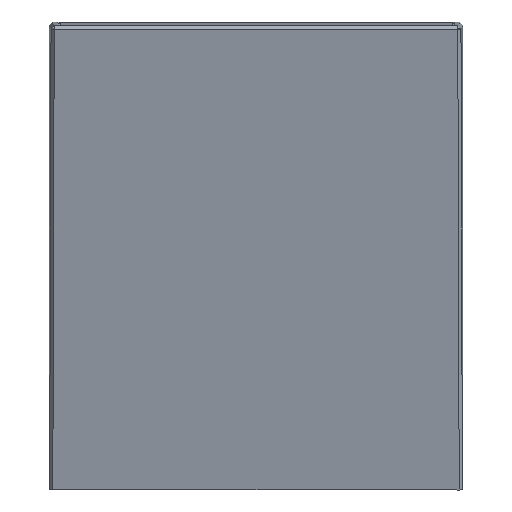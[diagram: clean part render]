
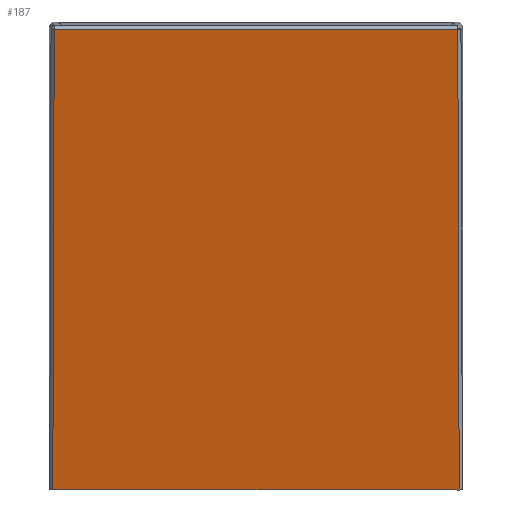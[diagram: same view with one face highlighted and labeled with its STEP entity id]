
A CAD part, top view. The second image highlights one B-rep face of the part: STEP entity #187.
In plain terms, the highlighted planar face has unit normal (0, 0.225, -0.974).
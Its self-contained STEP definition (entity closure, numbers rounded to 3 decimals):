
#55=PLANE($,#5512);
#187=ADVANCED_FACE($,(#473),#55,.T.);
#473=FACE_OUTER_BOUND($,#767,.T.);
#767=EDGE_LOOP($,(#1190,#1191,#1192,#1193));
#1190=ORIENTED_EDGE($,*,*,#2854,.F.);
#1191=ORIENTED_EDGE($,*,*,#2855,.F.);
#1192=ORIENTED_EDGE($,*,*,#2856,.F.);
#1193=ORIENTED_EDGE($,*,*,#2857,.F.);
#2854=EDGE_CURVE($,#3775,#3774,#4554,.T.);
#2855=EDGE_CURVE($,#3777,#3775,#4555,.T.);
#2856=EDGE_CURVE($,#3776,#3777,#4556,.T.);
#2857=EDGE_CURVE($,#3774,#3776,#4557,.T.);
#3774=VERTEX_POINT($,#6908);
#3775=VERTEX_POINT($,#6909);
#3776=VERTEX_POINT($,#6910);
#3777=VERTEX_POINT($,#6911);
#4554=B_SPLINE_CURVE_WITH_KNOTS($,1,(#6273,#6274),.UNSPECIFIED.,.F.,.F.,
(2,2),(0.,194.063),.UNSPECIFIED.);
#4555=B_SPLINE_CURVE_WITH_KNOTS($,1,(#6275,#6276),.UNSPECIFIED.,.F.,.F.,
(2,2),(0.,165.777),.UNSPECIFIED.);
#4556=B_SPLINE_CURVE_WITH_KNOTS($,1,(#6277,#6278),.UNSPECIFIED.,.F.,.F.,
(2,2),(0.,194.063),.UNSPECIFIED.);
#4557=B_SPLINE_CURVE_WITH_KNOTS($,1,(#6279,#6280),.UNSPECIFIED.,.F.,.F.,
(2,2),(-166.92,0.),.UNSPECIFIED.);
#5512=AXIS2_PLACEMENT_3D($,#6585,#5619,$);
#5619=DIRECTION($,(0.,0.225,-0.974));
#6273=CARTESIAN_POINT($,(-82.888,97.039,74.757));
#6274=CARTESIAN_POINT($,(-83.46,-92.05,31.103));
#6275=CARTESIAN_POINT($,(82.888,97.039,74.757));
#6276=CARTESIAN_POINT($,(-82.888,97.039,74.757));
#6277=CARTESIAN_POINT($,(83.46,-92.05,31.103));
#6278=CARTESIAN_POINT($,(82.888,97.039,74.757));
#6279=CARTESIAN_POINT($,(-83.46,-92.05,31.103));
#6280=CARTESIAN_POINT($,(83.46,-92.05,31.103));
#6585=CARTESIAN_POINT($,(-83.46,97.039,74.757));
#6908=CARTESIAN_POINT($,(-83.46,-92.05,31.103));
#6909=CARTESIAN_POINT($,(-82.888,97.039,74.757));
#6910=CARTESIAN_POINT($,(83.46,-92.05,31.103));
#6911=CARTESIAN_POINT($,(82.888,97.039,74.757));
